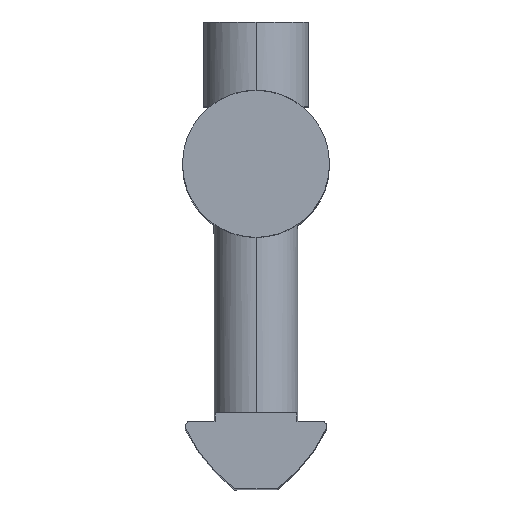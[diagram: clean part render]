
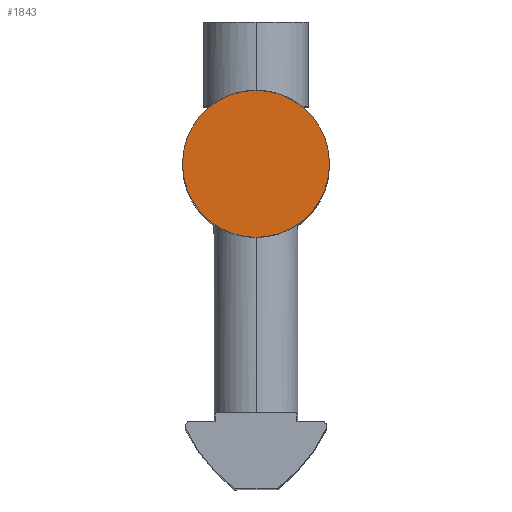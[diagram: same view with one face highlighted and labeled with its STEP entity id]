
A CAD part, top view. The second image highlights one B-rep face of the part: STEP entity #1843.
In plain terms, the highlighted planar face has unit normal (0, 0, 1).
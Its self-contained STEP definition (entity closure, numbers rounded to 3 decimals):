
#1 = DIRECTION ( 'NONE',  ( 0., 0., -1. ) ) ;
#178 = DIRECTION ( 'NONE',  ( 0., 0., -1. ) ) ;
#272 = EDGE_CURVE ( 'NONE', #693, #516, #1366, .T. ) ;
#314 = DIRECTION ( 'NONE',  ( -1., 0., 0. ) ) ;
#333 = PLANE ( 'NONE',  #1008 ) ;
#355 = DIRECTION ( 'NONE',  ( 0., 0., -1. ) ) ;
#389 = CIRCLE ( 'NONE', #1174, 7. ) ;
#516 = VERTEX_POINT ( 'NONE', #1031 ) ;
#693 = VERTEX_POINT ( 'NONE', #1698 ) ;
#772 = CARTESIAN_POINT ( 'NONE',  ( 0., 0., 40. ) ) ;
#776 = EDGE_CURVE ( 'NONE', #516, #693, #389, .T. ) ;
#1008 = AXIS2_PLACEMENT_3D ( 'NONE', #772, #178, #314 ) ;
#1031 = CARTESIAN_POINT ( 'NONE',  ( 7., 0., 40. ) ) ;
#1105 = DIRECTION ( 'NONE',  ( -1., 0., 0. ) ) ;
#1108 = ORIENTED_EDGE ( 'NONE', *, *, #776, .F. ) ;
#1172 = FACE_OUTER_BOUND ( 'NONE', #1370, .T. ) ;
#1174 = AXIS2_PLACEMENT_3D ( 'NONE', #1435, #355, #1268 ) ;
#1186 = ORIENTED_EDGE ( 'NONE', *, *, #272, .F. ) ;
#1268 = DIRECTION ( 'NONE',  ( -1., 0., 0. ) ) ;
#1366 = CIRCLE ( 'NONE', #1737, 7. ) ;
#1370 = EDGE_LOOP ( 'NONE', ( #1186, #1108 ) ) ;
#1435 = CARTESIAN_POINT ( 'NONE',  ( 0., 0., 40. ) ) ;
#1698 = CARTESIAN_POINT ( 'NONE',  ( -7., 0., 40. ) ) ;
#1737 = AXIS2_PLACEMENT_3D ( 'NONE', #1893, #1, #1105 ) ;
#1843 = ADVANCED_FACE ( 'NONE', ( #1172 ), #333, .F. ) ;
#1893 = CARTESIAN_POINT ( 'NONE',  ( 0., 0., 40. ) ) ;
